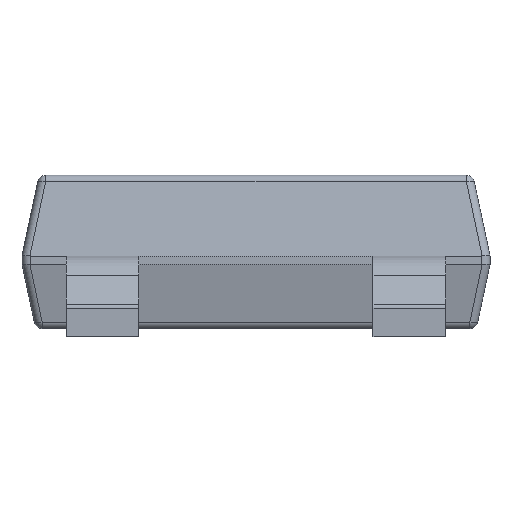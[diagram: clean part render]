
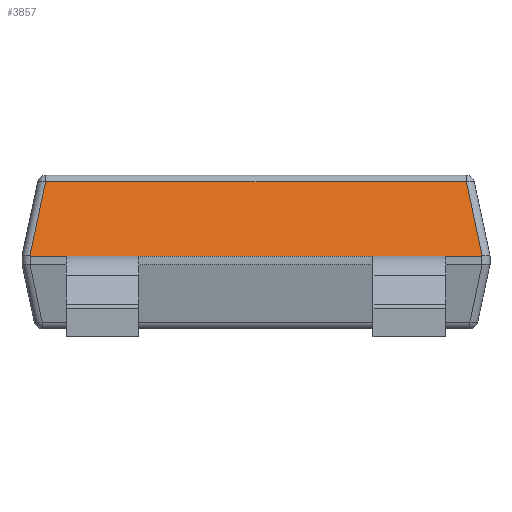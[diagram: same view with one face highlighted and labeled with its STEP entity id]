
A CAD part, left-side view. The second image highlights one B-rep face of the part: STEP entity #3857.
In plain terms, the highlighted planar face has unit normal (-0.978, 0, 0.208).
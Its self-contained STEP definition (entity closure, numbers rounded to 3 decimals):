
#15=ELLIPSE('',#4051,0.24,0.05);
#31=ELLIPSE('',#4069,0.24,0.05);
#286=FACE_OUTER_BOUND('',#498,.T.);
#498=EDGE_LOOP('',(#3040,#3041,#3042,#3043,#3044,#3045,#3046,#3047,#3048,
#3049));
#855=LINE('',#5909,#1307);
#857=LINE('',#5912,#1309);
#867=LINE('',#5949,#1319);
#883=LINE('',#5975,#1335);
#886=LINE('',#5981,#1338);
#887=LINE('',#5983,#1339);
#888=LINE('',#5985,#1340);
#889=LINE('',#5986,#1341);
#1307=VECTOR('',#4815,2.606);
#1309=VECTOR('',#4819,0.481);
#1319=VECTOR('',#4863,0.481);
#1335=VECTOR('',#4897,0.225);
#1338=VECTOR('',#4902,0.225);
#1339=VECTOR('',#4903,0.45);
#1340=VECTOR('',#4904,1.45);
#1341=VECTOR('',#4905,0.45);
#1674=VERTEX_POINT('',#5844);
#1675=VERTEX_POINT('',#5846);
#1687=VERTEX_POINT('',#5874);
#1694=VERTEX_POINT('',#5887);
#1695=VERTEX_POINT('',#5891);
#1700=VERTEX_POINT('',#5905);
#1711=VERTEX_POINT('',#5974);
#1713=VERTEX_POINT('',#5980);
#1714=VERTEX_POINT('',#5982);
#1715=VERTEX_POINT('',#5984);
#2115=EDGE_CURVE('',#1674,#1675,#15,.T.);
#2136=EDGE_CURVE('',#1694,#1687,#31,.T.);
#2146=EDGE_CURVE('',#1695,#1700,#855,.T.);
#2148=EDGE_CURVE('',#1700,#1694,#857,.T.);
#2167=EDGE_CURVE('',#1675,#1695,#867,.T.);
#2183=EDGE_CURVE('',#1711,#1687,#883,.T.);
#2186=EDGE_CURVE('',#1674,#1713,#886,.T.);
#2187=EDGE_CURVE('',#1714,#1713,#887,.T.);
#2188=EDGE_CURVE('',#1714,#1715,#888,.T.);
#2189=EDGE_CURVE('',#1711,#1715,#889,.T.);
#3040=ORIENTED_EDGE('',*,*,#2136,.F.);
#3041=ORIENTED_EDGE('',*,*,#2148,.F.);
#3042=ORIENTED_EDGE('',*,*,#2146,.F.);
#3043=ORIENTED_EDGE('',*,*,#2167,.F.);
#3044=ORIENTED_EDGE('',*,*,#2115,.F.);
#3045=ORIENTED_EDGE('',*,*,#2186,.T.);
#3046=ORIENTED_EDGE('',*,*,#2187,.F.);
#3047=ORIENTED_EDGE('',*,*,#2188,.T.);
#3048=ORIENTED_EDGE('',*,*,#2189,.F.);
#3049=ORIENTED_EDGE('',*,*,#2183,.T.);
#3522=PLANE('',#4110);
#3857=ADVANCED_FACE('',(#286),#3522,.T.);
#4051=AXIS2_PLACEMENT_3D('',#5847,#4746,#4747);
#4069=AXIS2_PLACEMENT_3D('',#5889,#4787,#4788);
#4110=AXIS2_PLACEMENT_3D('',#5979,#4900,#4901);
#4746=DIRECTION('center_axis',(0.978,0.,-0.208));
#4747=DIRECTION('ref_axis',(-0.208,0.,-0.978));
#4787=DIRECTION('center_axis',(0.978,0.,-0.208));
#4788=DIRECTION('ref_axis',(-0.208,0.,-0.978));
#4815=DIRECTION('',(0.,-1.,0.));
#4819=DIRECTION('',(-0.204,-0.204,-0.958));
#4863=DIRECTION('',(0.204,-0.204,0.958));
#4897=DIRECTION('',(0.,-1.,0.));
#4900=DIRECTION('center_axis',(-0.978,0.,0.208));
#4901=DIRECTION('ref_axis',(0.208,0.,0.978));
#4902=DIRECTION('',(0.,-1.,0.));
#4903=DIRECTION('',(0.,1.,0.));
#4904=DIRECTION('',(0.,-1.,0.));
#4905=DIRECTION('',(0.,1.,0.));
#5844=CARTESIAN_POINT('',(-0.625,1.4,0.5));
#5846=CARTESIAN_POINT('',(-0.625,1.401,0.5));
#5847=CARTESIAN_POINT('Origin',(-0.575,1.4,0.735));
#5874=CARTESIAN_POINT('',(-0.625,-1.4,0.5));
#5887=CARTESIAN_POINT('',(-0.625,-1.401,0.5));
#5889=CARTESIAN_POINT('Origin',(-0.575,-1.4,0.735));
#5891=CARTESIAN_POINT('',(-0.527,1.303,0.96));
#5905=CARTESIAN_POINT('',(-0.527,-1.303,0.96));
#5909=CARTESIAN_POINT('',(-0.527,0.,0.96));
#5912=CARTESIAN_POINT('',(-0.54,-1.316,0.902));
#5949=CARTESIAN_POINT('',(-0.54,1.316,0.902));
#5974=CARTESIAN_POINT('',(-0.625,-1.175,0.5));
#5975=CARTESIAN_POINT('',(-0.625,0.,0.5));
#5979=CARTESIAN_POINT('Origin',(-0.572,0.,0.75));
#5980=CARTESIAN_POINT('',(-0.625,1.175,0.5));
#5981=CARTESIAN_POINT('',(-0.625,0.,0.5));
#5982=CARTESIAN_POINT('',(-0.625,0.725,0.5));
#5983=CARTESIAN_POINT('',(-0.625,0.,0.5));
#5984=CARTESIAN_POINT('',(-0.625,-0.725,0.5));
#5985=CARTESIAN_POINT('',(-0.625,0.,0.5));
#5986=CARTESIAN_POINT('',(-0.625,0.,0.5));
